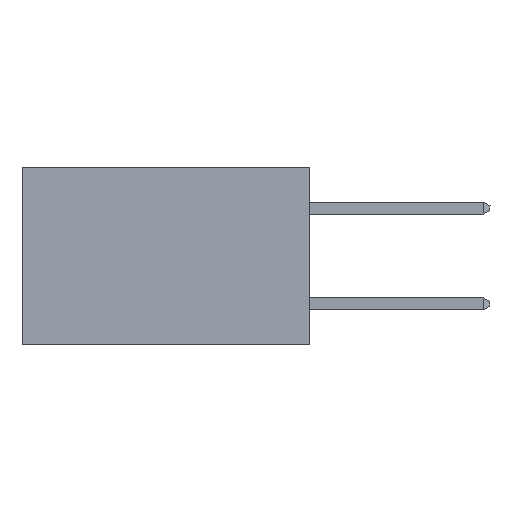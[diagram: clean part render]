
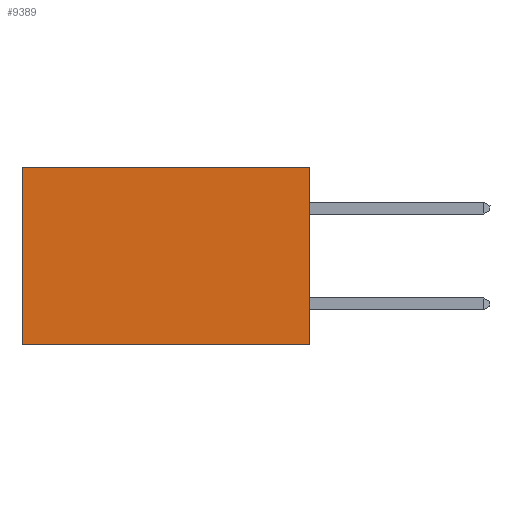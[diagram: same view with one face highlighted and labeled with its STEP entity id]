
A CAD part, left-side view. The second image highlights one B-rep face of the part: STEP entity #9389.
In plain terms, the highlighted planar face has unit normal (-1, 0, 0).
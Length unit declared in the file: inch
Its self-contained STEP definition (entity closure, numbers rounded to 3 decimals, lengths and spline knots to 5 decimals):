
#288 = DIRECTION ( 'NONE',  ( 1., 0., 0. ) ) ;
#294 = VECTOR ( 'NONE', #6034, 39.37008 ) ;
#370 = EDGE_CURVE ( 'NONE', #7499, #8632, #5010, .T. ) ;
#1226 = DIRECTION ( 'NONE',  ( 0., 1., 0. ) ) ;
#1320 = LINE ( 'NONE', #7124, #3732 ) ;
#2139 = CARTESIAN_POINT ( 'NONE',  ( 0.2875, 0., 0. ) ) ;
#2696 = EDGE_CURVE ( 'NONE', #8632, #2821, #1320, .T. ) ;
#2821 = VERTEX_POINT ( 'NONE', #4246 ) ;
#2948 = ORIENTED_EDGE ( 'NONE', *, *, #3090, .T. ) ;
#2966 = ORIENTED_EDGE ( 'NONE', *, *, #2696, .F. ) ;
#2972 = CARTESIAN_POINT ( 'NONE',  ( 0.2875, 0., 0. ) ) ;
#3004 = PLANE ( 'NONE',  #11455 ) ;
#3025 = ORIENTED_EDGE ( 'NONE', *, *, #370, .F. ) ;
#3037 = ORIENTED_EDGE ( 'NONE', *, *, #7624, .T. ) ;
#3090 = EDGE_CURVE ( 'NONE', #4485, #2821, #5403, .T. ) ;
#3732 = VECTOR ( 'NONE', #7080, 39.37008 ) ;
#4187 = VECTOR ( 'NONE', #8823, 39.37008 ) ;
#4246 = CARTESIAN_POINT ( 'NONE',  ( 0.2875, 0.6, -0.37 ) ) ;
#4485 = VERTEX_POINT ( 'NONE', #10693 ) ;
#5010 = LINE ( 'NONE', #2972, #4187 ) ;
#5403 = LINE ( 'NONE', #6070, #294 ) ;
#6034 = DIRECTION ( 'NONE',  ( 0., 0., -1. ) ) ;
#6070 = CARTESIAN_POINT ( 'NONE',  ( 0.2875, 0.6, 0. ) ) ;
#6645 = DIRECTION ( 'NONE',  ( 0., 0., -1. ) ) ;
#7080 = DIRECTION ( 'NONE',  ( 0., 1., 0. ) ) ;
#7124 = CARTESIAN_POINT ( 'NONE',  ( 0.2875, 0., -0.37 ) ) ;
#7499 = VERTEX_POINT ( 'NONE', #11138 ) ;
#7624 = EDGE_CURVE ( 'NONE', #7499, #4485, #10064, .T. ) ;
#8515 = CARTESIAN_POINT ( 'NONE',  ( 0.2875, 0., 0. ) ) ;
#8632 = VERTEX_POINT ( 'NONE', #9130 ) ;
#8821 = FACE_OUTER_BOUND ( 'NONE', #9821, .T. ) ;
#8823 = DIRECTION ( 'NONE',  ( 0., 0., -1. ) ) ;
#9130 = CARTESIAN_POINT ( 'NONE',  ( 0.2875, 0., -0.37 ) ) ;
#9389 = ADVANCED_FACE ( 'NONE', ( #8821 ), #3004, .F. ) ;
#9821 = EDGE_LOOP ( 'NONE', ( #2948, #2966, #3025, #3037 ) ) ;
#10064 = LINE ( 'NONE', #2139, #11896 ) ;
#10693 = CARTESIAN_POINT ( 'NONE',  ( 0.2875, 0.6, 0. ) ) ;
#11138 = CARTESIAN_POINT ( 'NONE',  ( 0.2875, 0., 0. ) ) ;
#11455 = AXIS2_PLACEMENT_3D ( 'NONE', #8515, #288, #6645 ) ;
#11896 = VECTOR ( 'NONE', #1226, 39.37008 ) ;
